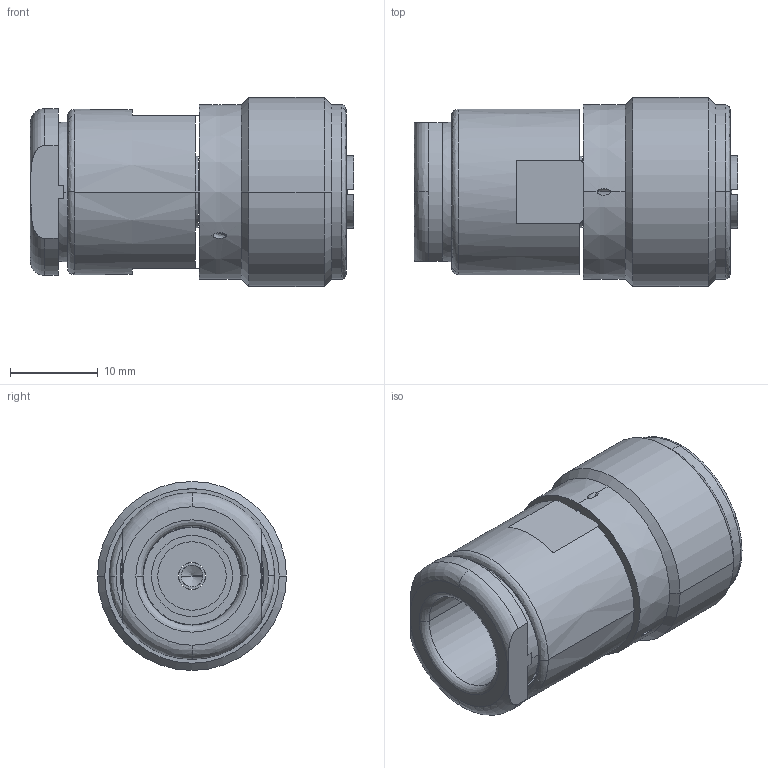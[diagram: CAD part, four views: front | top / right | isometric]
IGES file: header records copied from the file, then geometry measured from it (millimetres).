
Start section:  PTC IGES file: 82-3202.igs
Global section: file name: 82-3202.igs; native system: Pro/ENGINEER by Parametric Technology Corporation; preprocessor: 2010160; author: Admin; organization: Unknown; date: 20110131.125603; units: millimetre
Bounding box: 36.91 x 21.59 x 21.59 mm (x, y, z)
Surface area: 5312 mm2 (no closed solid volume)
Topology: 0 solids, 0 shells, 104 faces, 518 edges, 514 vertices
Faces by surface type: revolution 77, bspline 27
